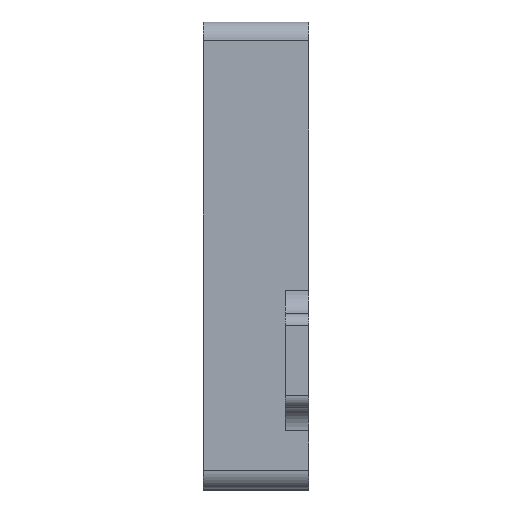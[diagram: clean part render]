
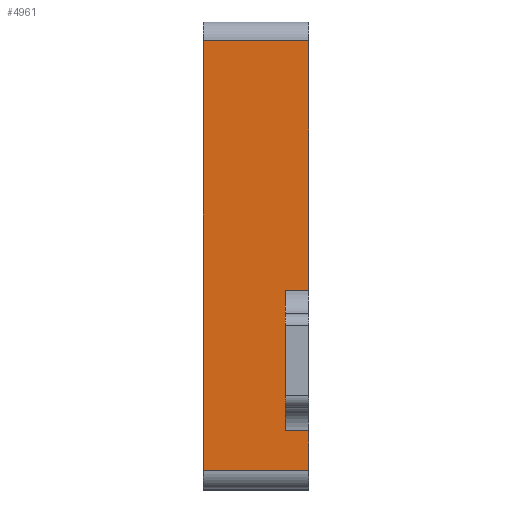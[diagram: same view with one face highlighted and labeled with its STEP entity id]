
A CAD part, top view. The second image highlights one B-rep face of the part: STEP entity #4961.
In plain terms, the highlighted planar face has unit normal (0, 0, 1).
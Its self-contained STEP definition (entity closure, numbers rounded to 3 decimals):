
#162=PLANE('',#5356);
#586=FACE_OUTER_BOUND('',#946,.T.);
#946=EDGE_LOOP('',(#4376,#4377,#4378,#4379,#4380,#4381,#4382,#4383));
#1652=LINE('',#12013,#1866);
#1662=LINE('',#12053,#1876);
#1664=LINE('',#12062,#1878);
#1666=LINE('',#12067,#1880);
#1667=LINE('',#12069,#1881);
#1668=LINE('',#12070,#1882);
#1669=LINE('',#12072,#1883);
#1670=LINE('',#12073,#1884);
#1866=VECTOR('',#6218,10.);
#1876=VECTOR('',#6250,10.);
#1878=VECTOR('',#6258,10.);
#1880=VECTOR('',#6264,10.);
#1881=VECTOR('',#6265,10.);
#1882=VECTOR('',#6266,10.);
#1883=VECTOR('',#6267,10.);
#1884=VECTOR('',#6268,10.);
#2320=VERTEX_POINT('',#12010);
#2321=VERTEX_POINT('',#12012);
#2339=VERTEX_POINT('',#12050);
#2340=VERTEX_POINT('',#12052);
#2343=VERTEX_POINT('',#12059);
#2344=VERTEX_POINT('',#12061);
#2346=VERTEX_POINT('',#12068);
#2347=VERTEX_POINT('',#12071);
#3015=EDGE_CURVE('',#2320,#2321,#1652,.T.);
#3034=EDGE_CURVE('',#2339,#2340,#1662,.T.);
#3038=EDGE_CURVE('',#2343,#2344,#1664,.T.);
#3041=EDGE_CURVE('',#2340,#2343,#1666,.T.);
#3042=EDGE_CURVE('',#2339,#2346,#1667,.T.);
#3043=EDGE_CURVE('',#2321,#2346,#1668,.T.);
#3044=EDGE_CURVE('',#2347,#2320,#1669,.T.);
#3045=EDGE_CURVE('',#2344,#2347,#1670,.T.);
#4376=ORIENTED_EDGE('',*,*,#3038,.F.);
#4377=ORIENTED_EDGE('',*,*,#3041,.F.);
#4378=ORIENTED_EDGE('',*,*,#3034,.F.);
#4379=ORIENTED_EDGE('',*,*,#3042,.T.);
#4380=ORIENTED_EDGE('',*,*,#3043,.F.);
#4381=ORIENTED_EDGE('',*,*,#3015,.F.);
#4382=ORIENTED_EDGE('',*,*,#3044,.F.);
#4383=ORIENTED_EDGE('',*,*,#3045,.F.);
#4961=ADVANCED_FACE('',(#586),#162,.T.);
#5356=AXIS2_PLACEMENT_3D('',#12066,#6262,#6263);
#6218=DIRECTION('',(0.,1.,0.));
#6250=DIRECTION('',(-1.,0.,0.));
#6258=DIRECTION('',(1.,0.,0.));
#6262=DIRECTION('center_axis',(0.,0.,1.));
#6263=DIRECTION('ref_axis',(-1.,0.,0.));
#6264=DIRECTION('',(0.,-1.,0.));
#6265=DIRECTION('',(0.,1.,0.));
#6266=DIRECTION('',(1.,0.,0.));
#6267=DIRECTION('',(-1.,0.,0.));
#6268=DIRECTION('',(0.,-1.,0.));
#12010=CARTESIAN_POINT('',(-45.8,13.5,0.));
#12012=CARTESIAN_POINT('',(-45.8,197.5,0.));
#12013=CARTESIAN_POINT('',(-45.8,13.5,0.));
#12050=CARTESIAN_POINT('',(-0.8,90.5,0.));
#12052=CARTESIAN_POINT('',(-10.8,90.5,0.));
#12053=CARTESIAN_POINT('',(-5.8,90.5,0.));
#12059=CARTESIAN_POINT('',(-10.8,30.5,0.));
#12061=CARTESIAN_POINT('',(-0.8,30.5,0.));
#12062=CARTESIAN_POINT('',(-0.8,30.5,0.));
#12066=CARTESIAN_POINT('Origin',(-0.8,40.5,0.));
#12067=CARTESIAN_POINT('',(-10.8,37.,0.));
#12068=CARTESIAN_POINT('',(-0.8,197.5,0.));
#12069=CARTESIAN_POINT('',(-0.8,80.5,0.));
#12070=CARTESIAN_POINT('',(-8.3,197.5,0.));
#12071=CARTESIAN_POINT('',(-0.8,13.5,0.));
#12072=CARTESIAN_POINT('',(-10.8,13.5,0.));
#12073=CARTESIAN_POINT('',(-0.8,40.5,0.));
